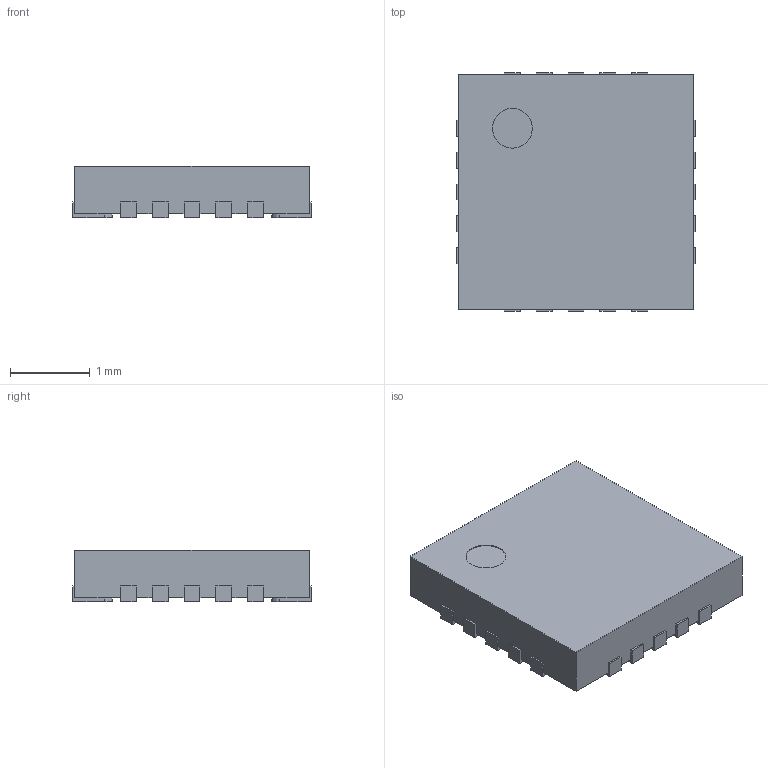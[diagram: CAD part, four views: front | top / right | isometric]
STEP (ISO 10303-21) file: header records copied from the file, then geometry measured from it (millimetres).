
FILE_DESCRIPTION(/* description */ ('model of UQFN-20_3x3mm_P0.4mm'),/* implementation_level */ '2;1');
FILE_NAME(/* name */ 'UQFN-20_3x3mm_P0.4mm.step',/* time_stamp */ '2020-04-24T13:47:55',/* author */ ('kicad StepUp','ksu'),/* organization */ ('FreeCAD'),/* preprocessor_version */ 'OCC',/* originating_system */ 'kicad StepUp',/* authorisation */ '');
FILE_SCHEMA(('AUTOMOTIVE_DESIGN { 1 0 10303 214 1 1 1 1 }'));
Length unit declared in the file: millimetre
Products named in the file (1): UQFN_20_3x3mm_P04mm
Bounding box: 3 x 3 x 0.65 mm (x, y, z)
Volume: 5.3 mm3; surface area: 26.2 mm2
Topology: 1 solids, 1 shells, 128 faces, 375 edges, 250 vertices
Faces by surface type: plane 107, cylinder 21
Full cylindrical faces by diameter (mm): 0.5 x1
Entity records: 5111 total; most frequent: CARTESIAN_POINT 754, ORIENTED_EDGE 750, DIRECTION 675, EDGE_CURVE 375, LINE 333, VECTOR 333, VERTEX_POINT 250, AXIS2_PLACEMENT_3D 171
